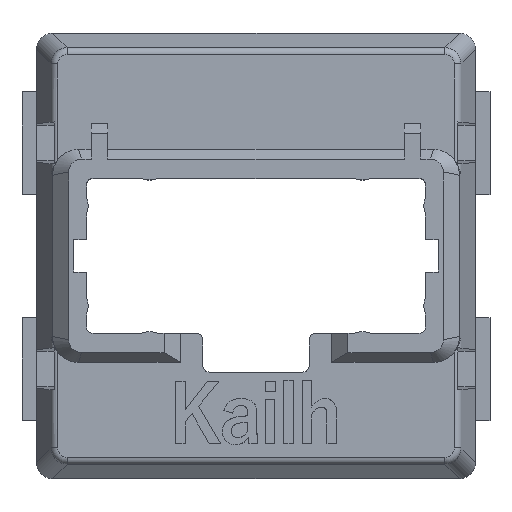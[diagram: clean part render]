
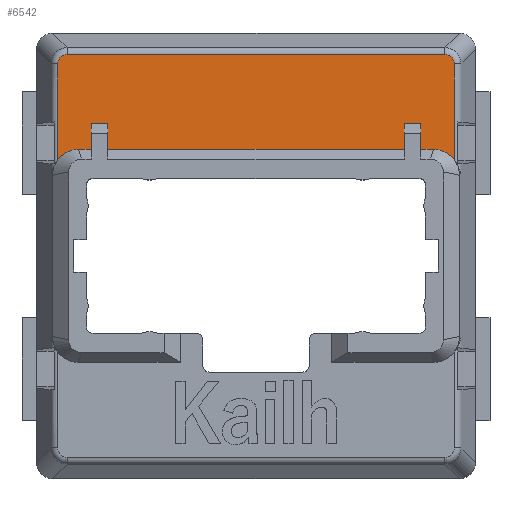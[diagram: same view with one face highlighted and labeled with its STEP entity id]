
A CAD part, top view. The second image highlights one B-rep face of the part: STEP entity #6542.
In plain terms, the highlighted planar face has unit normal (0, 0, 1).
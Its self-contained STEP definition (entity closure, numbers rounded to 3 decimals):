
#3089 = VERTEX_POINT('',#3090);
#3090 = CARTESIAN_POINT('',(6.142,2.977,2.));
#3107 = VERTEX_POINT('',#3108);
#3108 = CARTESIAN_POINT('',(6.142,5.95,2.));
#3115 = EDGE_CURVE('',#3089,#3107,#3116,.T.);
#3116 = LINE('',#3117,#3118);
#3117 = CARTESIAN_POINT('',(6.142,2.5,2.));
#3118 = VECTOR('',#3119,1.);
#3119 = DIRECTION('',(0.,1.,0.));
#3914 = VERTEX_POINT('',#3915);
#3915 = CARTESIAN_POINT('',(-6.142,2.977,2.));
#3932 = EDGE_CURVE('',#3914,#3933,#3935,.T.);
#3933 = VERTEX_POINT('',#3934);
#3934 = CARTESIAN_POINT('',(-6.142,5.95,2.));
#3935 = LINE('',#3936,#3937);
#3936 = CARTESIAN_POINT('',(-6.142,2.5,2.));
#3937 = VECTOR('',#3938,1.);
#3938 = DIRECTION('',(0.,1.,0.));
#6542 = ADVANCED_FACE('',(#6543),#6659,.T.);
#6543 = FACE_BOUND('',#6544,.T.);
#6544 = EDGE_LOOP('',(#6545,#6546,#6555,#6563,#6571,#6579,#6587,#6595,
    #6603,#6611,#6619,#6627,#6634,#6635,#6644,#6652));
#6545 = ORIENTED_EDGE('',*,*,#3932,.F.);
#6546 = ORIENTED_EDGE('',*,*,#6547,.F.);
#6547 = EDGE_CURVE('',#6548,#3914,#6550,.T.);
#6548 = VERTEX_POINT('',#6549);
#6549 = CARTESIAN_POINT('',(-5.5,3.3,2.));
#6550 = CIRCLE('',#6551,0.8);
#6551 = AXIS2_PLACEMENT_3D('',#6552,#6553,#6554);
#6552 = CARTESIAN_POINT('',(-5.5,2.5,2.));
#6553 = DIRECTION('',(0.,0.,1.));
#6554 = DIRECTION('',(1.,0.,0.));
#6555 = ORIENTED_EDGE('',*,*,#6556,.T.);
#6556 = EDGE_CURVE('',#6548,#6557,#6559,.T.);
#6557 = VERTEX_POINT('',#6558);
#6558 = CARTESIAN_POINT('',(-5.1,3.3,2.));
#6559 = LINE('',#6560,#6561);
#6560 = CARTESIAN_POINT('',(-5.5,3.3,2.));
#6561 = VECTOR('',#6562,1.);
#6562 = DIRECTION('',(1.,0.,0.));
#6563 = ORIENTED_EDGE('',*,*,#6564,.T.);
#6564 = EDGE_CURVE('',#6557,#6565,#6567,.T.);
#6565 = VERTEX_POINT('',#6566);
#6566 = CARTESIAN_POINT('',(-5.1,4.1,2.));
#6567 = LINE('',#6568,#6569);
#6568 = CARTESIAN_POINT('',(-5.1,3.3,2.));
#6569 = VECTOR('',#6570,1.);
#6570 = DIRECTION('',(0.,1.,0.));
#6571 = ORIENTED_EDGE('',*,*,#6572,.T.);
#6572 = EDGE_CURVE('',#6565,#6573,#6575,.T.);
#6573 = VERTEX_POINT('',#6574);
#6574 = CARTESIAN_POINT('',(-4.6,4.1,2.));
#6575 = LINE('',#6576,#6577);
#6576 = CARTESIAN_POINT('',(-5.1,4.1,2.));
#6577 = VECTOR('',#6578,1.);
#6578 = DIRECTION('',(1.,0.,0.));
#6579 = ORIENTED_EDGE('',*,*,#6580,.T.);
#6580 = EDGE_CURVE('',#6573,#6581,#6583,.T.);
#6581 = VERTEX_POINT('',#6582);
#6582 = CARTESIAN_POINT('',(-4.6,3.3,2.));
#6583 = LINE('',#6584,#6585);
#6584 = CARTESIAN_POINT('',(-4.6,4.1,2.));
#6585 = VECTOR('',#6586,1.);
#6586 = DIRECTION('',(0.,-1.,0.));
#6587 = ORIENTED_EDGE('',*,*,#6588,.T.);
#6588 = EDGE_CURVE('',#6581,#6589,#6591,.T.);
#6589 = VERTEX_POINT('',#6590);
#6590 = CARTESIAN_POINT('',(4.6,3.3,2.));
#6591 = LINE('',#6592,#6593);
#6592 = CARTESIAN_POINT('',(-4.6,3.3,2.));
#6593 = VECTOR('',#6594,1.);
#6594 = DIRECTION('',(1.,0.,0.));
#6595 = ORIENTED_EDGE('',*,*,#6596,.T.);
#6596 = EDGE_CURVE('',#6589,#6597,#6599,.T.);
#6597 = VERTEX_POINT('',#6598);
#6598 = CARTESIAN_POINT('',(4.6,4.1,2.));
#6599 = LINE('',#6600,#6601);
#6600 = CARTESIAN_POINT('',(4.6,3.3,2.));
#6601 = VECTOR('',#6602,1.);
#6602 = DIRECTION('',(0.,1.,0.));
#6603 = ORIENTED_EDGE('',*,*,#6604,.T.);
#6604 = EDGE_CURVE('',#6597,#6605,#6607,.T.);
#6605 = VERTEX_POINT('',#6606);
#6606 = CARTESIAN_POINT('',(5.1,4.1,2.));
#6607 = LINE('',#6608,#6609);
#6608 = CARTESIAN_POINT('',(4.6,4.1,2.));
#6609 = VECTOR('',#6610,1.);
#6610 = DIRECTION('',(1.,0.,0.));
#6611 = ORIENTED_EDGE('',*,*,#6612,.T.);
#6612 = EDGE_CURVE('',#6605,#6613,#6615,.T.);
#6613 = VERTEX_POINT('',#6614);
#6614 = CARTESIAN_POINT('',(5.1,3.3,2.));
#6615 = LINE('',#6616,#6617);
#6616 = CARTESIAN_POINT('',(5.1,4.1,2.));
#6617 = VECTOR('',#6618,1.);
#6618 = DIRECTION('',(0.,-1.,0.));
#6619 = ORIENTED_EDGE('',*,*,#6620,.T.);
#6620 = EDGE_CURVE('',#6613,#6621,#6623,.T.);
#6621 = VERTEX_POINT('',#6622);
#6622 = CARTESIAN_POINT('',(5.5,3.3,2.));
#6623 = LINE('',#6624,#6625);
#6624 = CARTESIAN_POINT('',(5.1,3.3,2.));
#6625 = VECTOR('',#6626,1.);
#6626 = DIRECTION('',(1.,0.,0.));
#6627 = ORIENTED_EDGE('',*,*,#6628,.F.);
#6628 = EDGE_CURVE('',#3089,#6621,#6629,.T.);
#6629 = CIRCLE('',#6630,0.8);
#6630 = AXIS2_PLACEMENT_3D('',#6631,#6632,#6633);
#6631 = CARTESIAN_POINT('',(5.5,2.5,2.));
#6632 = DIRECTION('',(0.,0.,1.));
#6633 = DIRECTION('',(1.,0.,0.));
#6634 = ORIENTED_EDGE('',*,*,#3115,.T.);
#6635 = ORIENTED_EDGE('',*,*,#6636,.T.);
#6636 = EDGE_CURVE('',#3107,#6637,#6639,.T.);
#6637 = VERTEX_POINT('',#6638);
#6638 = CARTESIAN_POINT('',(5.85,6.242,2.));
#6639 = CIRCLE('',#6640,0.292);
#6640 = AXIS2_PLACEMENT_3D('',#6641,#6642,#6643);
#6641 = CARTESIAN_POINT('',(5.85,5.95,2.));
#6642 = DIRECTION('',(0.,-0.,1.));
#6643 = DIRECTION('',(1.,0.,0.));
#6644 = ORIENTED_EDGE('',*,*,#6645,.F.);
#6645 = EDGE_CURVE('',#6646,#6637,#6648,.T.);
#6646 = VERTEX_POINT('',#6647);
#6647 = CARTESIAN_POINT('',(-5.85,6.242,2.));
#6648 = LINE('',#6649,#6650);
#6649 = CARTESIAN_POINT('',(-7.5,6.242,2.));
#6650 = VECTOR('',#6651,1.);
#6651 = DIRECTION('',(1.,0.,0.));
#6652 = ORIENTED_EDGE('',*,*,#6653,.F.);
#6653 = EDGE_CURVE('',#3933,#6646,#6654,.T.);
#6654 = CIRCLE('',#6655,0.292);
#6655 = AXIS2_PLACEMENT_3D('',#6656,#6657,#6658);
#6656 = CARTESIAN_POINT('',(-5.85,5.95,2.));
#6657 = DIRECTION('',(0.,0.,-1.));
#6658 = DIRECTION('',(-1.,0.,0.));
#6659 = PLANE('',#6660);
#6660 = AXIS2_PLACEMENT_3D('',#6661,#6662,#6663);
#6661 = CARTESIAN_POINT('',(-6.3,10.,2.));
#6662 = DIRECTION('',(0.,0.,1.));
#6663 = DIRECTION('',(1.,0.,0.));
